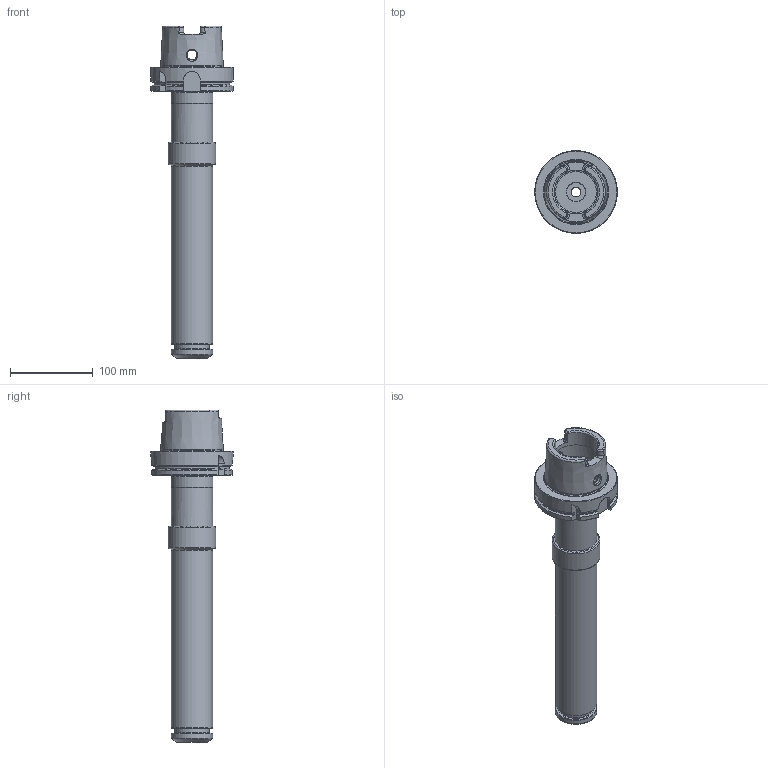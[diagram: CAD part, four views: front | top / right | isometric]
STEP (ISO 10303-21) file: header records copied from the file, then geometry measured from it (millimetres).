
FILE_DESCRIPTION(/* description */ (''),/* implementation_level */ '2;1');
FILE_NAME(/* name */ '888578190.stp',/* time_stamp */ '2023-03-15T12:25:12',/* author */ ('Ratnasingam Jekanthan'),/* organization */ ('REGO-FIX'),/* preprocessor_version */ ' Unknown',/* originating_system */ 'SIEMENS PLM Software Solid Edge ST10',/* authorization */ 'Unknown');
FILE_SCHEMA (('AUTOMOTIVE_DESIGN { 1 0 10303 214 2 1 1}'));
Length unit declared in the file: millimetre
Products named in the file (1): NOCUT
Bounding box: 100 x 100 x 402 mm (x, y, z)
Volume: 804275.7 mm3; surface area: 131633.3 mm2
Topology: 1 solids, 4 shells, 188 faces, 452 edges, 282 vertices
Faces by surface type: cylinder 50, plane 49, cone 47, torus 42
Full cylindrical faces by diameter (mm): 10 x1, 12 x4, 14 x1, 22.376 x1, 25 x1, 30.5 x1, 31.6 x1, 33 x2, 42 x2, 50 x6, 50.5 x1, 52.6 x1, 53 x3, 53.376 x1, 55 x1, 58 x1, 63 x1, 75.459 x1, 100 x1
Entity records: 6352 total; most frequent: CARTESIAN_POINT 1177, DIRECTION 818, ORIENTED_EDGE 658, AXIS2_PLACEMENT_3D 369, EDGE_CURVE 329, EDGE_LOOP 304, FACE_BOUND 304, VERTEX_POINT 253
